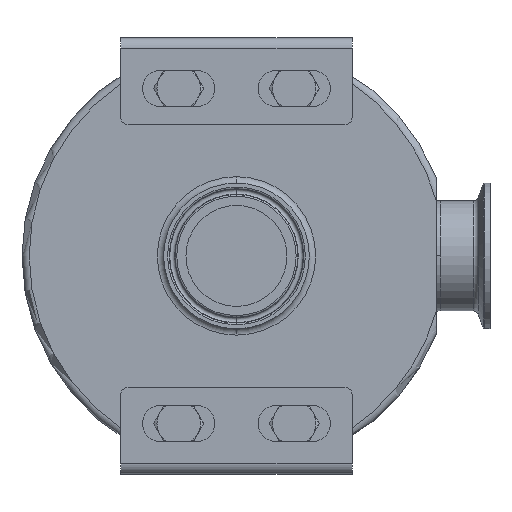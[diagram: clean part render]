
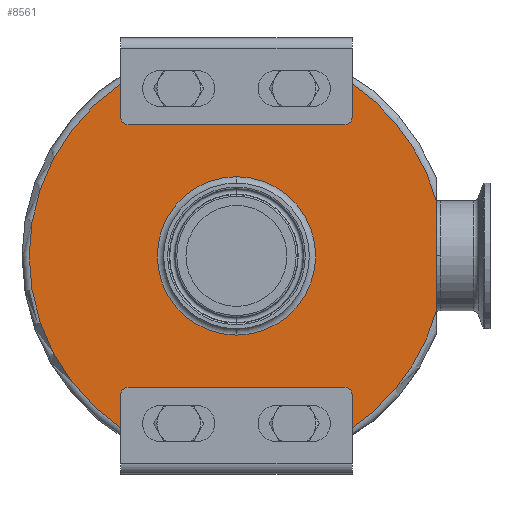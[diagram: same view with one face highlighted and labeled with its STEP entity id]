
A CAD part, front view. The second image highlights one B-rep face of the part: STEP entity #8561.
In plain terms, the highlighted planar face has unit normal (0, -1, 0).
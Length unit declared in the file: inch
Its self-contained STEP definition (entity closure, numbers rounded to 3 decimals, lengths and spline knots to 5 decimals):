
#250 = DIRECTION ( 'NONE',  ( 0., 0., -1. ) ) ;
#369 = ORIENTED_EDGE ( 'NONE', *, *, #10714, .F. ) ;
#566 = AXIS2_PLACEMENT_3D ( 'NONE', #4956, #8209, #12402 ) ;
#812 = CIRCLE ( 'NONE', #8769, 0.125 ) ;
#845 = DIRECTION ( 'NONE',  ( 0., 0., 1. ) ) ;
#928 = ORIENTED_EDGE ( 'NONE', *, *, #5971, .F. ) ;
#1094 = CARTESIAN_POINT ( 'NONE',  ( 3.454, -1.44, 0.96027 ) ) ;
#1248 = EDGE_CURVE ( 'NONE', #7903, #9016, #8688, .T. ) ;
#1362 = PLANE ( 'NONE',  #8119 ) ;
#1470 = EDGE_CURVE ( 'NONE', #6628, #10062, #7535, .T. ) ;
#1480 = ORIENTED_EDGE ( 'NONE', *, *, #6235, .T. ) ;
#1574 = DIRECTION ( 'NONE',  ( 0., -1., 0. ) ) ;
#1576 = CARTESIAN_POINT ( 'NONE',  ( -2., -1.44, 2.27102 ) ) ;
#1644 = CARTESIAN_POINT ( 'NONE',  ( 3.454, -1.44, -0.96027 ) ) ;
#1729 = CIRCLE ( 'NONE', #6734, 3.585 ) ;
#2166 = ORIENTED_EDGE ( 'NONE', *, *, #7676, .F. ) ;
#2206 = VERTEX_POINT ( 'NONE', #6679 ) ;
#2428 = DIRECTION ( 'NONE',  ( 0., 0., 1. ) ) ;
#2480 = DIRECTION ( 'NONE',  ( 0., 0., -1. ) ) ;
#2574 = DIRECTION ( 'NONE',  ( 0., 1., 0. ) ) ;
#2588 = DIRECTION ( 'NONE',  ( 0., 0., -1. ) ) ;
#2815 = LINE ( 'NONE', #5726, #9983 ) ;
#3044 = CIRCLE ( 'NONE', #8057, 1.37 ) ;
#3105 = EDGE_CURVE ( 'NONE', #4950, #7089, #7649, .T. ) ;
#3128 = ORIENTED_EDGE ( 'NONE', *, *, #1470, .F. ) ;
#3195 = ORIENTED_EDGE ( 'NONE', *, *, #11692, .T. ) ;
#3245 = DIRECTION ( 'NONE',  ( 0., -1., 0. ) ) ;
#3324 = CIRCLE ( 'NONE', #10010, 0.125 ) ;
#3349 = VECTOR ( 'NONE', #10800, 39.37008 ) ;
#3353 = DIRECTION ( 'NONE',  ( 0., 0., 1. ) ) ;
#3395 = CARTESIAN_POINT ( 'NONE',  ( -2., -1.44, -3.58669 ) ) ;
#3403 = CARTESIAN_POINT ( 'NONE',  ( 1.875, -1.44, -2.39919 ) ) ;
#3535 = CIRCLE ( 'NONE', #566, 0.125 ) ;
#3811 = CARTESIAN_POINT ( 'NONE',  ( 0., -1.44, 0. ) ) ;
#4175 = DIRECTION ( 'NONE',  ( 0., 1., 0. ) ) ;
#4259 = ORIENTED_EDGE ( 'NONE', *, *, #1248, .T. ) ;
#4260 = DIRECTION ( 'NONE',  ( 0., 0., 1. ) ) ;
#4302 = VERTEX_POINT ( 'NONE', #11932 ) ;
#4367 = ORIENTED_EDGE ( 'NONE', *, *, #6523, .F. ) ;
#4529 = VERTEX_POINT ( 'NONE', #10164 ) ;
#4565 = EDGE_CURVE ( 'NONE', #2206, #7089, #2815, .T. ) ;
#4775 = VECTOR ( 'NONE', #5066, 39.37008 ) ;
#4858 = DIRECTION ( 'NONE',  ( -1., 0., 0. ) ) ;
#4950 = VERTEX_POINT ( 'NONE', #5132 ) ;
#4956 = CARTESIAN_POINT ( 'NONE',  ( -1.875, -1.44, -2.39919 ) ) ;
#4962 = CARTESIAN_POINT ( 'NONE',  ( -2., -1.44, 2.97527 ) ) ;
#5066 = DIRECTION ( 'NONE',  ( 1., 0., 0. ) ) ;
#5132 = CARTESIAN_POINT ( 'NONE',  ( 1.875, -1.44, -2.27419 ) ) ;
#5302 = EDGE_CURVE ( 'NONE', #9016, #12313, #3324, .T. ) ;
#5364 = DIRECTION ( 'NONE',  ( 0., -1., 0. ) ) ;
#5380 = VERTEX_POINT ( 'NONE', #6161 ) ;
#5416 = EDGE_CURVE ( 'NONE', #5727, #7903, #9515, .T. ) ;
#5552 = DIRECTION ( 'NONE',  ( 0., 1., 0. ) ) ;
#5712 = CARTESIAN_POINT ( 'NONE',  ( -2., -1.44, 3.58352 ) ) ;
#5726 = CARTESIAN_POINT ( 'NONE',  ( 2., -1.44, -3.58669 ) ) ;
#5727 = VERTEX_POINT ( 'NONE', #1094 ) ;
#5836 = DIRECTION ( 'NONE',  ( 0., -1., 0. ) ) ;
#5971 = EDGE_CURVE ( 'NONE', #6106, #9894, #8303, .T. ) ;
#6106 = VERTEX_POINT ( 'NONE', #4962 ) ;
#6161 = CARTESIAN_POINT ( 'NONE',  ( -2., -1.44, -2.39919 ) ) ;
#6235 = EDGE_CURVE ( 'NONE', #4302, #9894, #812, .T. ) ;
#6275 = LINE ( 'NONE', #1576, #4775 ) ;
#6304 = EDGE_CURVE ( 'NONE', #6106, #4529, #11307, .T. ) ;
#6342 = DIRECTION ( 'NONE',  ( 0., 0., -1. ) ) ;
#6523 = EDGE_CURVE ( 'NONE', #4950, #8231, #8799, .T. ) ;
#6591 = DIRECTION ( 'NONE',  ( 0., 0., -1. ) ) ;
#6628 = VERTEX_POINT ( 'NONE', #13552 ) ;
#6679 = CARTESIAN_POINT ( 'NONE',  ( 2., -1.44, -2.97527 ) ) ;
#6734 = AXIS2_PLACEMENT_3D ( 'NONE', #8963, #5836, #2588 ) ;
#6817 = CARTESIAN_POINT ( 'NONE',  ( -3.585, -1.44, 0. ) ) ;
#7034 = AXIS2_PLACEMENT_3D ( 'NONE', #10083, #11124, #2480 ) ;
#7065 = CARTESIAN_POINT ( 'NONE',  ( -1.875, -1.44, -2.27419 ) ) ;
#7080 = EDGE_LOOP ( 'NONE', ( #3128, #369 ) ) ;
#7089 = VERTEX_POINT ( 'NONE', #10897 ) ;
#7124 = ORIENTED_EDGE ( 'NONE', *, *, #8503, .T. ) ;
#7453 = ORIENTED_EDGE ( 'NONE', *, *, #11883, .T. ) ;
#7464 = CARTESIAN_POINT ( 'NONE',  ( -1.875, -1.44, 2.39602 ) ) ;
#7535 = CIRCLE ( 'NONE', #7034, 1.37 ) ;
#7649 = CIRCLE ( 'NONE', #7826, 0.125 ) ;
#7676 = EDGE_CURVE ( 'NONE', #4302, #12313, #6275, .T. ) ;
#7826 = AXIS2_PLACEMENT_3D ( 'NONE', #3403, #5552, #13010 ) ;
#7903 = VERTEX_POINT ( 'NONE', #10775 ) ;
#7954 = DIRECTION ( 'NONE',  ( 0., 0., 1. ) ) ;
#8057 = AXIS2_PLACEMENT_3D ( 'NONE', #11635, #3245, #6342 ) ;
#8119 = AXIS2_PLACEMENT_3D ( 'NONE', #6817, #2574, #2428 ) ;
#8209 = DIRECTION ( 'NONE',  ( 0., 1., 0. ) ) ;
#8231 = VERTEX_POINT ( 'NONE', #7065 ) ;
#8303 = LINE ( 'NONE', #5712, #10972 ) ;
#8503 = EDGE_CURVE ( 'NONE', #4529, #5380, #11740, .T. ) ;
#8561 = ADVANCED_FACE ( 'NONE', ( #10585, #11245 ), #1362, .F. ) ;
#8688 = LINE ( 'NONE', #12827, #12539 ) ;
#8690 = ORIENTED_EDGE ( 'NONE', *, *, #5416, .T. ) ;
#8769 = AXIS2_PLACEMENT_3D ( 'NONE', #7464, #4175, #4260 ) ;
#8799 = LINE ( 'NONE', #11134, #10478 ) ;
#8854 = ORIENTED_EDGE ( 'NONE', *, *, #4565, .F. ) ;
#8963 = CARTESIAN_POINT ( 'NONE',  ( 0., -1.44, 0. ) ) ;
#9016 = VERTEX_POINT ( 'NONE', #10657 ) ;
#9078 = DIRECTION ( 'NONE',  ( 0., 0., -1. ) ) ;
#9165 = CARTESIAN_POINT ( 'NONE',  ( 1.875, -1.44, 2.27102 ) ) ;
#9253 = ORIENTED_EDGE ( 'NONE', *, *, #3105, .T. ) ;
#9382 = LINE ( 'NONE', #12685, #3349 ) ;
#9389 = CARTESIAN_POINT ( 'NONE',  ( 1.875, -1.44, 2.39602 ) ) ;
#9515 = CIRCLE ( 'NONE', #9567, 3.585 ) ;
#9567 = AXIS2_PLACEMENT_3D ( 'NONE', #3811, #1574, #9078 ) ;
#9582 = EDGE_LOOP ( 'NONE', ( #8690, #4259, #13125, #2166, #1480, #928, #10750, #7124, #3195, #4367, #9253, #8854, #13170, #7453 ) ) ;
#9894 = VERTEX_POINT ( 'NONE', #12041 ) ;
#9983 = VECTOR ( 'NONE', #7954, 39.37008 ) ;
#10010 = AXIS2_PLACEMENT_3D ( 'NONE', #9389, #13549, #845 ) ;
#10016 = EDGE_CURVE ( 'NONE', #2206, #11577, #1729, .T. ) ;
#10062 = VERTEX_POINT ( 'NONE', #13462 ) ;
#10083 = CARTESIAN_POINT ( 'NONE',  ( 0., -1.44, 0. ) ) ;
#10164 = CARTESIAN_POINT ( 'NONE',  ( -2., -1.44, -2.97527 ) ) ;
#10478 = VECTOR ( 'NONE', #4858, 39.37008 ) ;
#10585 = FACE_BOUND ( 'NONE', #7080, .T. ) ;
#10657 = CARTESIAN_POINT ( 'NONE',  ( 2., -1.44, 2.39602 ) ) ;
#10714 = EDGE_CURVE ( 'NONE', #10062, #6628, #3044, .T. ) ;
#10723 = CARTESIAN_POINT ( 'NONE',  ( 0., -1.44, 0. ) ) ;
#10750 = ORIENTED_EDGE ( 'NONE', *, *, #6304, .T. ) ;
#10775 = CARTESIAN_POINT ( 'NONE',  ( 2., -1.44, 2.97527 ) ) ;
#10800 = DIRECTION ( 'NONE',  ( 0., 0., 1. ) ) ;
#10897 = CARTESIAN_POINT ( 'NONE',  ( 2., -1.44, -2.39919 ) ) ;
#10972 = VECTOR ( 'NONE', #250, 39.37008 ) ;
#10992 = AXIS2_PLACEMENT_3D ( 'NONE', #10723, #5364, #6591 ) ;
#11124 = DIRECTION ( 'NONE',  ( 0., -1., 0. ) ) ;
#11134 = CARTESIAN_POINT ( 'NONE',  ( 2., -1.44, -2.27419 ) ) ;
#11245 = FACE_OUTER_BOUND ( 'NONE', #9582, .T. ) ;
#11307 = CIRCLE ( 'NONE', #10992, 3.585 ) ;
#11577 = VERTEX_POINT ( 'NONE', #1644 ) ;
#11635 = CARTESIAN_POINT ( 'NONE',  ( 0., -1.44, 0. ) ) ;
#11692 = EDGE_CURVE ( 'NONE', #5380, #8231, #3535, .T. ) ;
#11740 = LINE ( 'NONE', #3395, #13410 ) ;
#11883 = EDGE_CURVE ( 'NONE', #11577, #5727, #9382, .T. ) ;
#11932 = CARTESIAN_POINT ( 'NONE',  ( -1.875, -1.44, 2.27102 ) ) ;
#12041 = CARTESIAN_POINT ( 'NONE',  ( -2., -1.44, 2.39602 ) ) ;
#12313 = VERTEX_POINT ( 'NONE', #9165 ) ;
#12402 = DIRECTION ( 'NONE',  ( 0., 0., -1. ) ) ;
#12539 = VECTOR ( 'NONE', #13702, 39.37008 ) ;
#12685 = CARTESIAN_POINT ( 'NONE',  ( 3.454, -1.44, 0. ) ) ;
#12827 = CARTESIAN_POINT ( 'NONE',  ( 2., -1.44, 3.58352 ) ) ;
#13010 = DIRECTION ( 'NONE',  ( 0., 0., -1. ) ) ;
#13125 = ORIENTED_EDGE ( 'NONE', *, *, #5302, .T. ) ;
#13170 = ORIENTED_EDGE ( 'NONE', *, *, #10016, .T. ) ;
#13410 = VECTOR ( 'NONE', #3353, 39.37008 ) ;
#13462 = CARTESIAN_POINT ( 'NONE',  ( 0., -1.44, 1.37 ) ) ;
#13549 = DIRECTION ( 'NONE',  ( 0., 1., 0. ) ) ;
#13552 = CARTESIAN_POINT ( 'NONE',  ( 0., -1.44, -1.37 ) ) ;
#13702 = DIRECTION ( 'NONE',  ( 0., 0., -1. ) ) ;
